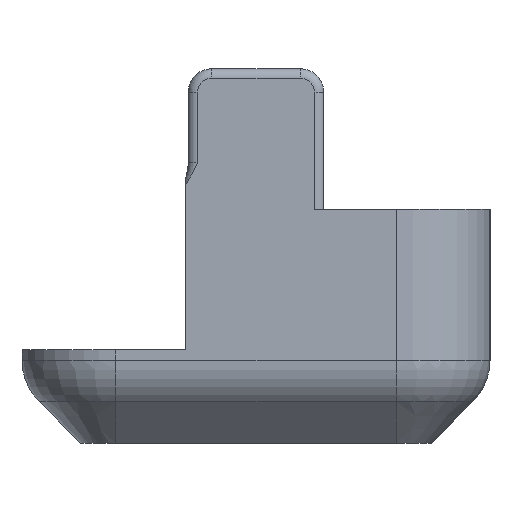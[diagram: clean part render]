
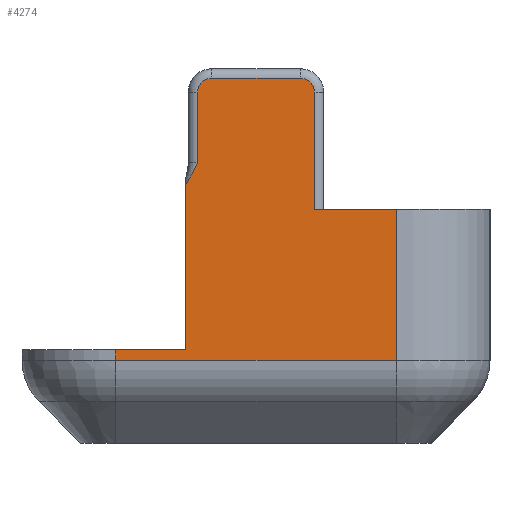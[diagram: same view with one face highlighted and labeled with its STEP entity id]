
A CAD part, left-side view. The second image highlights one B-rep face of the part: STEP entity #4274.
In plain terms, the highlighted planar face has unit normal (-1, 0, 0).
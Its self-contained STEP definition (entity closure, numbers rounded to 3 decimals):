
#63 = CARTESIAN_POINT ( 'NONE',  ( -50., 2.5, 10. ) ) ;
#115 = CARTESIAN_POINT ( 'NONE',  ( -50., -6., 10. ) ) ;
#149 = CARTESIAN_POINT ( 'NONE',  ( -50., 1.9, 15.6 ) ) ;
#153 = ORIENTED_EDGE ( 'NONE', *, *, #1105, .T. ) ;
#154 = CARTESIAN_POINT ( 'NONE',  ( -50., -2.5, 15. ) ) ;
#222 = CARTESIAN_POINT ( 'NONE',  ( -50., 2.5, 12. ) ) ;
#238 = CARTESIAN_POINT ( 'NONE',  ( -50., 1.9, 15. ) ) ;
#262 = EDGE_LOOP ( 'NONE', ( #5609, #3752, #1868, #4022, #724, #4521, #3423, #153, #1135, #762, #6274, #5691 ) ) ;
#278 = LINE ( 'NONE', #1532, #6971 ) ;
#331 = VECTOR ( 'NONE', #2798, 1000. ) ;
#372 = EDGE_CURVE ( 'NONE', #594, #879, #278, .T. ) ;
#471 = VECTOR ( 'NONE', #4049, 1000. ) ;
#594 = VERTEX_POINT ( 'NONE', #6459 ) ;
#605 = CARTESIAN_POINT ( 'NONE',  ( -50., 2.5, 15. ) ) ;
#657 = VERTEX_POINT ( 'NONE', #115 ) ;
#724 = ORIENTED_EDGE ( 'NONE', *, *, #5428, .T. ) ;
#762 = ORIENTED_EDGE ( 'NONE', *, *, #5181, .T. ) ;
#879 = VERTEX_POINT ( 'NONE', #5590 ) ;
#904 = CARTESIAN_POINT ( 'NONE',  ( -50., 1.9, 15.6 ) ) ;
#996 = VERTEX_POINT ( 'NONE', #5868 ) ;
#1014 = LINE ( 'NONE', #1090, #3763 ) ;
#1090 = CARTESIAN_POINT ( 'NONE',  ( -50., -6., 10. ) ) ;
#1105 = EDGE_CURVE ( 'NONE', #3705, #5342, #4720, .T. ) ;
#1135 = ORIENTED_EDGE ( 'NONE', *, *, #3804, .T. ) ;
#1149 = LINE ( 'NONE', #6812, #1426 ) ;
#1315 = VERTEX_POINT ( 'NONE', #6034 ) ;
#1334 = CARTESIAN_POINT ( 'NONE',  ( -50., -1.9, 15. ) ) ;
#1426 = VECTOR ( 'NONE', #3447, 1000. ) ;
#1444 = EDGE_CURVE ( 'NONE', #996, #657, #1014, .T. ) ;
#1532 = CARTESIAN_POINT ( 'NONE',  ( -50., 3., 4. ) ) ;
#1660 = CARTESIAN_POINT ( 'NONE',  ( -50., -2.5, 10. ) ) ;
#1751 = CARTESIAN_POINT ( 'NONE',  ( -50., 6., 10. ) ) ;
#1859 = B_SPLINE_CURVE_WITH_KNOTS ( 'NONE', 3,
 ( #222, #6538, #6495, #3627 ),
 .UNSPECIFIED., .F., .F.,
 ( 4, 4 ),
 ( 0., 0.001 ),
 .UNSPECIFIED. ) ;
#1868 = ORIENTED_EDGE ( 'NONE', *, *, #1444, .T. ) ;
#1947 = DIRECTION ( 'NONE',  ( -1., 0., 0. ) ) ;
#2025 = AXIS2_PLACEMENT_3D ( 'NONE', #1334, #1947, #4245 ) ;
#2074 = VECTOR ( 'NONE', #5875, 1000. ) ;
#2193 = DIRECTION ( 'NONE',  ( 0., 0., 1. ) ) ;
#2546 = VERTEX_POINT ( 'NONE', #1660 ) ;
#2648 = LINE ( 'NONE', #6109, #331 ) ;
#2664 = DIRECTION ( 'NONE',  ( 0., -1., 0. ) ) ;
#2741 = CARTESIAN_POINT ( 'NONE',  ( -50., 0., 10. ) ) ;
#2798 = DIRECTION ( 'NONE',  ( 0., -1., 0. ) ) ;
#2849 = VERTEX_POINT ( 'NONE', #5535 ) ;
#3003 = DIRECTION ( 'NONE',  ( -1., 0., 0. ) ) ;
#3066 = VERTEX_POINT ( 'NONE', #3894 ) ;
#3115 = EDGE_CURVE ( 'NONE', #2849, #3705, #4899, .T. ) ;
#3423 = ORIENTED_EDGE ( 'NONE', *, *, #3115, .T. ) ;
#3447 = DIRECTION ( 'NONE',  ( 0., 0., -1. ) ) ;
#3543 = DIRECTION ( 'NONE',  ( 0., 0., -1. ) ) ;
#3598 = EDGE_CURVE ( 'NONE', #594, #1315, #6920, .T. ) ;
#3622 = LINE ( 'NONE', #6377, #2074 ) ;
#3627 = CARTESIAN_POINT ( 'NONE',  ( -50., 3., 11.049 ) ) ;
#3705 = VERTEX_POINT ( 'NONE', #149 ) ;
#3752 = ORIENTED_EDGE ( 'NONE', *, *, #5761, .T. ) ;
#3763 = VECTOR ( 'NONE', #2193, 1000. ) ;
#3804 = EDGE_CURVE ( 'NONE', #5342, #6853, #6451, .T. ) ;
#3894 = CARTESIAN_POINT ( 'NONE',  ( -50., 3., 11.049 ) ) ;
#4022 = ORIENTED_EDGE ( 'NONE', *, *, #5275, .F. ) ;
#4049 = DIRECTION ( 'NONE',  ( 0., 0., -1. ) ) ;
#4111 = LINE ( 'NONE', #7433, #6526 ) ;
#4245 = DIRECTION ( 'NONE',  ( 0., 0., -1. ) ) ;
#4274 = ADVANCED_FACE ( 'NONE', ( #4371 ), #4405, .F. ) ;
#4371 = FACE_OUTER_BOUND ( 'NONE', #262, .T. ) ;
#4405 = PLANE ( 'NONE',  #6045 ) ;
#4521 = ORIENTED_EDGE ( 'NONE', *, *, #6315, .T. ) ;
#4720 = CIRCLE ( 'NONE', #4969, 0.6 ) ;
#4899 = LINE ( 'NONE', #904, #5280 ) ;
#4969 = AXIS2_PLACEMENT_3D ( 'NONE', #238, #3003, #5296 ) ;
#5041 = DIRECTION ( 'NONE',  ( 1., 0., 0. ) ) ;
#5181 = EDGE_CURVE ( 'NONE', #6853, #3066, #1859, .T. ) ;
#5260 = CARTESIAN_POINT ( 'NONE',  ( -50., 2.5, 12. ) ) ;
#5261 = CIRCLE ( 'NONE', #2025, 0.6 ) ;
#5275 = EDGE_CURVE ( 'NONE', #2546, #657, #2648, .T. ) ;
#5280 = VECTOR ( 'NONE', #5919, 1000. ) ;
#5296 = DIRECTION ( 'NONE',  ( 0., 0., -1. ) ) ;
#5342 = VERTEX_POINT ( 'NONE', #605 ) ;
#5428 = EDGE_CURVE ( 'NONE', #2546, #6376, #4111, .T. ) ;
#5535 = CARTESIAN_POINT ( 'NONE',  ( -50., -1.9, 15.6 ) ) ;
#5590 = CARTESIAN_POINT ( 'NONE',  ( -50., 3., 4. ) ) ;
#5609 = ORIENTED_EDGE ( 'NONE', *, *, #3598, .T. ) ;
#5682 = VECTOR ( 'NONE', #3543, 1000. ) ;
#5691 = ORIENTED_EDGE ( 'NONE', *, *, #372, .F. ) ;
#5761 = EDGE_CURVE ( 'NONE', #1315, #996, #3622, .T. ) ;
#5868 = CARTESIAN_POINT ( 'NONE',  ( -50., -6., 3.536 ) ) ;
#5875 = DIRECTION ( 'NONE',  ( 0., -1., 0. ) ) ;
#5919 = DIRECTION ( 'NONE',  ( 0., 1., 0. ) ) ;
#6024 = DIRECTION ( 'NONE',  ( 0., 0., -1. ) ) ;
#6034 = CARTESIAN_POINT ( 'NONE',  ( -50., 6., 3.536 ) ) ;
#6045 = AXIS2_PLACEMENT_3D ( 'NONE', #2741, #5041, #6024 ) ;
#6109 = CARTESIAN_POINT ( 'NONE',  ( -50., 0., 10. ) ) ;
#6274 = ORIENTED_EDGE ( 'NONE', *, *, #7106, .T. ) ;
#6315 = EDGE_CURVE ( 'NONE', #6376, #2849, #5261, .T. ) ;
#6376 = VERTEX_POINT ( 'NONE', #154 ) ;
#6377 = CARTESIAN_POINT ( 'NONE',  ( -50., -6., 3.536 ) ) ;
#6412 = DIRECTION ( 'NONE',  ( 0., 0., 1. ) ) ;
#6451 = LINE ( 'NONE', #63, #5682 ) ;
#6459 = CARTESIAN_POINT ( 'NONE',  ( -50., 6., 4. ) ) ;
#6495 = CARTESIAN_POINT ( 'NONE',  ( -50., 2.795, 11.346 ) ) ;
#6526 = VECTOR ( 'NONE', #6412, 1000. ) ;
#6538 = CARTESIAN_POINT ( 'NONE',  ( -50., 2.647, 11.672 ) ) ;
#6812 = CARTESIAN_POINT ( 'NONE',  ( -50., 3., 10. ) ) ;
#6853 = VERTEX_POINT ( 'NONE', #5260 ) ;
#6920 = LINE ( 'NONE', #1751, #471 ) ;
#6971 = VECTOR ( 'NONE', #2664, 1000. ) ;
#7106 = EDGE_CURVE ( 'NONE', #3066, #879, #1149, .T. ) ;
#7433 = CARTESIAN_POINT ( 'NONE',  ( -50., -2.5, 15. ) ) ;
